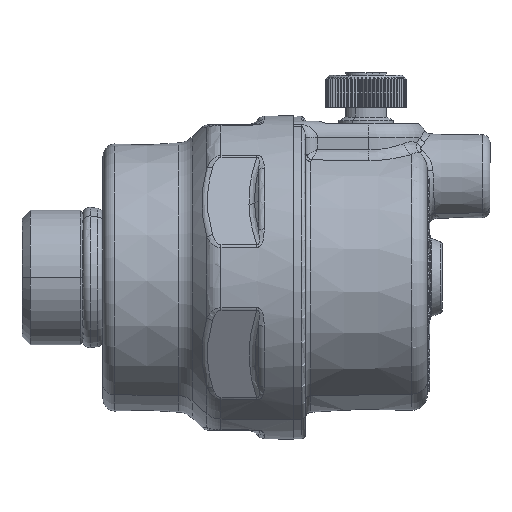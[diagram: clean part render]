
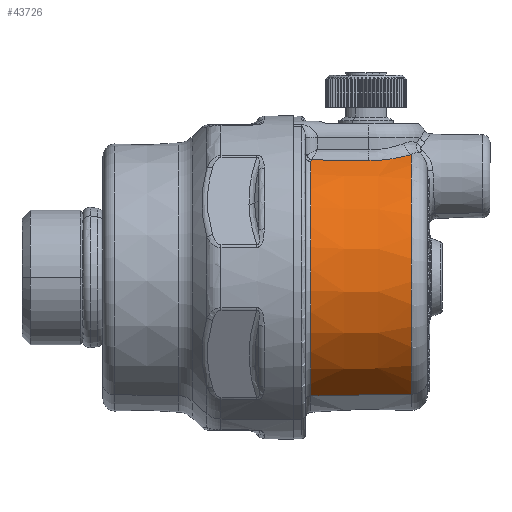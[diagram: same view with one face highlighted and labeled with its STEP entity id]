
A CAD part, left-side view. The second image highlights one B-rep face of the part: STEP entity #43726.
In plain terms, the highlighted conical face has half-angle 1 degrees and reference radius 16.388 mm.
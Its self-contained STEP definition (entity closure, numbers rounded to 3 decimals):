
#16903=CARTESIAN_POINT('Vertex',(-8.105,-1.283,14.528)) ;
#21394=CARTESIAN_POINT('Vertex',(-7.977,-1.188,-14.601)) ;
#29289=CARTESIAN_POINT('Control Point',(-8.468,-1.188,14.322)) ;
#29290=CARTESIAN_POINT('Control Point',(-8.434,-1.188,14.342)) ;
#29291=CARTESIAN_POINT('Control Point',(-8.401,-1.19,14.361)) ;
#29292=CARTESIAN_POINT('Control Point',(-8.367,-1.193,14.381)) ;
#29293=CARTESIAN_POINT('Control Point',(-8.301,-1.205,14.419)) ;
#29294=CARTESIAN_POINT('Control Point',(-8.235,-1.224,14.456)) ;
#29295=CARTESIAN_POINT('Control Point',(-8.202,-1.236,14.475)) ;
#29296=CARTESIAN_POINT('Control Point',(-8.163,-1.252,14.496)) ;
#29297=CARTESIAN_POINT('Control Point',(-8.124,-1.272,14.518)) ;
#29298=CARTESIAN_POINT('Control Point',(-8.118,-1.276,14.521)) ;
#29299=CARTESIAN_POINT('Control Point',(-8.112,-1.279,14.525)) ;
#29300=CARTESIAN_POINT('Control Point',(-8.105,-1.283,14.528)) ;
#29301=CARTESIAN_POINT('Vertex',(-8.468,-1.188,14.322)) ;
#29356=CARTESIAN_POINT('Control Point',(-8.105,-1.283,14.528)) ;
#29357=CARTESIAN_POINT('Control Point',(-8.082,-2.691,14.513)) ;
#29358=CARTESIAN_POINT('Control Point',(-8.058,-4.1,14.498)) ;
#29359=CARTESIAN_POINT('Control Point',(-8.035,-5.509,14.483)) ;
#29360=CARTESIAN_POINT('Control Point',(-8.011,-6.917,14.468)) ;
#29361=CARTESIAN_POINT('Control Point',(-7.988,-8.326,14.453)) ;
#29362=CARTESIAN_POINT('Vertex',(-7.988,-8.326,14.453)) ;
#29471=CARTESIAN_POINT('Control Point',(-6.247,-13.602,15.187)) ;
#29472=CARTESIAN_POINT('Control Point',(-6.355,-13.454,15.145)) ;
#29473=CARTESIAN_POINT('Control Point',(-6.463,-13.298,15.103)) ;
#29474=CARTESIAN_POINT('Control Point',(-6.569,-13.135,15.06)) ;
#29475=CARTESIAN_POINT('Control Point',(-6.83,-12.71,14.953)) ;
#29476=CARTESIAN_POINT('Control Point',(-7.084,-12.22,14.843)) ;
#29477=CARTESIAN_POINT('Control Point',(-7.229,-11.905,14.779)) ;
#29478=CARTESIAN_POINT('Control Point',(-7.458,-11.344,14.675)) ;
#29479=CARTESIAN_POINT('Control Point',(-7.671,-10.627,14.579)) ;
#29480=CARTESIAN_POINT('Control Point',(-7.746,-10.338,14.545)) ;
#29481=CARTESIAN_POINT('Control Point',(-7.842,-9.89,14.501)) ;
#29482=CARTESIAN_POINT('Control Point',(-7.917,-9.345,14.471)) ;
#29483=CARTESIAN_POINT('Control Point',(-7.936,-9.192,14.464)) ;
#29484=CARTESIAN_POINT('Control Point',(-7.961,-8.93,14.456)) ;
#29485=CARTESIAN_POINT('Control Point',(-7.978,-8.653,14.452)) ;
#29486=CARTESIAN_POINT('Control Point',(-7.982,-8.545,14.452)) ;
#29487=CARTESIAN_POINT('Control Point',(-7.986,-8.436,14.452)) ;
#29488=CARTESIAN_POINT('Control Point',(-7.988,-8.326,14.453)) ;
#29489=CARTESIAN_POINT('Vertex',(-6.247,-13.602,15.187)) ;
#29511=CARTESIAN_POINT('Axis2P3D Location',(0.,-1.188,0.)) ;
#35116=CARTESIAN_POINT('Axis2P3D Location',(0.,-15.5,0.)) ;
#35132=CARTESIAN_POINT('Vertex',(-7.873,-13.602,-14.411)) ;
#35135=CARTESIAN_POINT('Line Origine',(-7.92,-8.,-14.497)) ;
#43713=CARTESIAN_POINT('Axis2P3D Location',(0.,-13.602,0.)) ;
#35137=VECTOR('Line Direction',#35136,1.) ;
#29512=DIRECTION('Axis2P3D Direction',(0.,1.,0.)) ;
#35117=DIRECTION('Axis2P3D Direction',(0.,1.,0.)) ;
#35118=DIRECTION('Axis2P3D XDirection',(-0.479,0.,-0.878)) ;
#35136=DIRECTION('Vector Direction',(-0.008,1.,-0.015)) ;
#43714=DIRECTION('Axis2P3D Direction',(-0.,1.,0.)) ;
#29513=AXIS2_PLACEMENT_3D('Circle Axis2P3D',#29511,#29512,$) ;
#35119=AXIS2_PLACEMENT_3D('Cone Axis2P3D',#35116,#35117,#35118) ;
#43715=AXIS2_PLACEMENT_3D('Circle Axis2P3D',#43713,#43714,$) ;
#35138=LINE('Line',#35135,#35137) ;
#29514=CIRCLE('generated circle',#29513,16.638) ;
#43716=CIRCLE('generated circle',#43715,16.421) ;
#35120=CONICAL_SURFACE('Cone',#35119,16.388,0.017) ;
#29303=EDGE_CURVE('',#29302,#16904,#29288,.T.) ;
#29364=EDGE_CURVE('',#16904,#29363,#29355,.T.) ;
#29491=EDGE_CURVE('',#29363,#29490,#29470,.F.) ;
#29515=EDGE_CURVE('',#29302,#21395,#29514,.F.) ;
#35139=EDGE_CURVE('',#35133,#21395,#35138,.T.) ;
#43717=EDGE_CURVE('',#35133,#29490,#43716,.T.) ;
#43719=ORIENTED_EDGE('',*,*,#29515,.T.) ;
#43720=ORIENTED_EDGE('',*,*,#35139,.F.) ;
#43721=ORIENTED_EDGE('',*,*,#43717,.T.) ;
#43722=ORIENTED_EDGE('',*,*,#29491,.F.) ;
#43723=ORIENTED_EDGE('',*,*,#29364,.F.) ;
#43724=ORIENTED_EDGE('',*,*,#29303,.F.) ;
#43718=EDGE_LOOP('',(#43719,#43720,#43721,#43722,#43723,#43724)) ;
#16904=VERTEX_POINT('',#16903) ;
#21395=VERTEX_POINT('',#21394) ;
#29302=VERTEX_POINT('',#29301) ;
#29363=VERTEX_POINT('',#29362) ;
#29490=VERTEX_POINT('',#29489) ;
#35133=VERTEX_POINT('',#35132) ;
#43726=ADVANCED_FACE('PartBody',(#43725),#35120,.T.) ;
#29288=B_SPLINE_CURVE_WITH_KNOTS('',5,(#29289,#29290,#29291,#29292,#29293,#29294,#29295,#29296,#29297,#29298,#29299,#29300),.UNSPECIFIED.,.F.,.U.,(6,3,3,6),(8.453,9.668,10.847,11.077),.UNSPECIFIED.) ;
#29355=B_SPLINE_CURVE_WITH_KNOTS('',5,(#29356,#29357,#29358,#29359,#29360,#29361),.UNSPECIFIED.,.F.,.U.,(6,6),(3.649,13.62),.UNSPECIFIED.) ;
#29470=B_SPLINE_CURVE_WITH_KNOTS('',5,(#29471,#29472,#29473,#29474,#29475,#29476,#29477,#29478,#29479,#29480,#29481,#29482,#29483,#29484,#29485,#29486,#29487,#29488),.UNSPECIFIED.,.F.,.U.,(6,3,3,3,3,6),(30.443,34.144,39.524,42.669,43.822,44.536),.UNSPECIFIED.) ;
#43725=FACE_OUTER_BOUND('',#43718,.T.) ;
